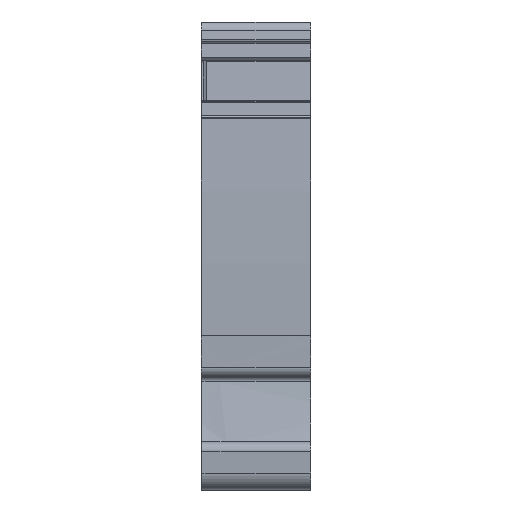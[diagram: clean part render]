
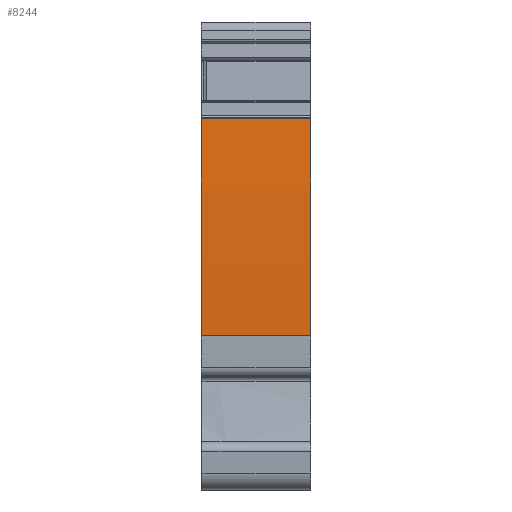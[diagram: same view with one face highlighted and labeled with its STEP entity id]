
A CAD part, front view. The second image highlights one B-rep face of the part: STEP entity #8244.
In plain terms, the highlighted cylindrical face has radius 230.64 mm (diameter 461.28 mm), a partial arc.
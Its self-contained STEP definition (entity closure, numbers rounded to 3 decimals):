
#1314=AXIS2_PLACEMENT_3D('Circle Axis2P3D',#1312,#1313,$) ;
#2434=AXIS2_PLACEMENT_3D('Circle Axis2P3D',#2432,#2433,$) ;
#7347=AXIS2_PLACEMENT_3D('Cylinder Axis2P3D',#7344,#7345,#7346) ;
#1309=CARTESIAN_POINT('Vertex',(12.,1.798,40.814)) ;
#1312=CARTESIAN_POINT('Axis2P3D Location',(12.,231.898,25.05)) ;
#1316=CARTESIAN_POINT('Vertex',(12.,1.4,16.95)) ;
#2429=CARTESIAN_POINT('Vertex',(0.,1.4,16.95)) ;
#2432=CARTESIAN_POINT('Axis2P3D Location',(0.,231.898,25.05)) ;
#2436=CARTESIAN_POINT('Vertex',(0.,1.798,40.814)) ;
#7344=CARTESIAN_POINT('Axis2P3D Location',(6.,231.898,25.05)) ;
#8220=CARTESIAN_POINT('Line Origine',(5.39,1.798,40.814)) ;
#8233=CARTESIAN_POINT('Line Origine',(6.,1.4,16.95)) ;
#1313=DIRECTION('Axis2P3D Direction',(1.,0.,0.)) ;
#2433=DIRECTION('Axis2P3D Direction',(1.,0.,0.)) ;
#7345=DIRECTION('Axis2P3D Direction',(1.,0.,0.)) ;
#7346=DIRECTION('Axis2P3D XDirection',(0.,-0.994,0.111)) ;
#8221=DIRECTION('Vector Direction',(1.,0.,0.)) ;
#8234=DIRECTION('Vector Direction',(1.,0.,0.)) ;
#8222=VECTOR('Line Direction',#8221,1.) ;
#8235=VECTOR('Line Direction',#8234,1.) ;
#8239=ORIENTED_EDGE('',*,*,#8237,.F.) ;
#8240=ORIENTED_EDGE('',*,*,#1318,.F.) ;
#8241=ORIENTED_EDGE('',*,*,#8224,.T.) ;
#8242=ORIENTED_EDGE('',*,*,#2438,.T.) ;
#8244=ADVANCED_FACE('V1',(#8243),#7348,.T.) ;
#1315=CIRCLE('generated circle',#1314,230.64) ;
#2435=CIRCLE('generated circle',#2434,230.64) ;
#7348=CYLINDRICAL_SURFACE('generated cylinder',#7347,230.64) ;
#1318=EDGE_CURVE('',#1310,#1317,#1315,.T.) ;
#2438=EDGE_CURVE('',#2437,#2430,#2435,.T.) ;
#8224=EDGE_CURVE('',#1310,#2437,#8223,.F.) ;
#8237=EDGE_CURVE('',#1317,#2430,#8236,.F.) ;
#8238=EDGE_LOOP('',(#8239,#8240,#8241,#8242)) ;
#8243=FACE_OUTER_BOUND('',#8238,.T.) ;
#8223=LINE('Line',#8220,#8222) ;
#8236=LINE('Line',#8233,#8235) ;
#1310=VERTEX_POINT('',#1309) ;
#1317=VERTEX_POINT('',#1316) ;
#2430=VERTEX_POINT('',#2429) ;
#2437=VERTEX_POINT('',#2436) ;
